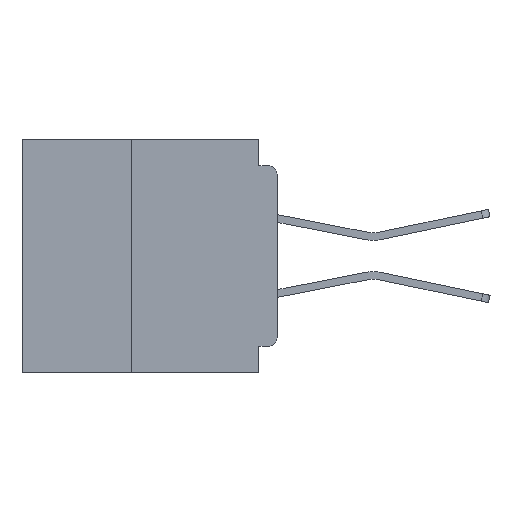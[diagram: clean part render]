
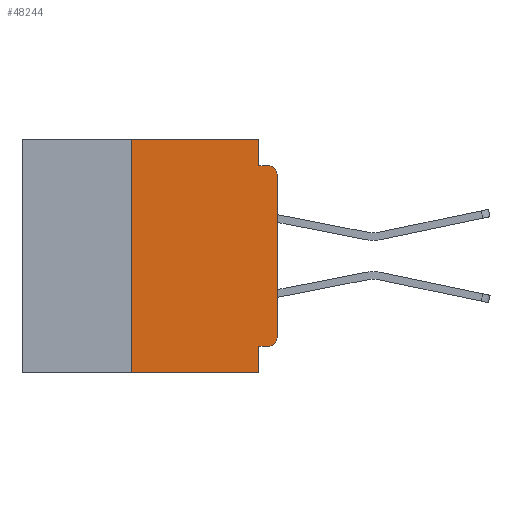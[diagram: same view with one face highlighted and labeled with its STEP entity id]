
A CAD part, left-side view. The second image highlights one B-rep face of the part: STEP entity #48244.
In plain terms, the highlighted planar face has unit normal (-1, 0, 0).
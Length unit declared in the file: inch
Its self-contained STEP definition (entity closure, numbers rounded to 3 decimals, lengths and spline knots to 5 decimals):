
#54 = DIRECTION ( 'NONE',  ( 0., 0., 1. ) ) ;
#652 = VERTEX_POINT ( 'NONE', #14883 ) ;
#1630 = EDGE_CURVE ( 'NONE', #60322, #44851, #59788, .T. ) ;
#1664 = ORIENTED_EDGE ( 'NONE', *, *, #50364, .F. ) ;
#2119 = VERTEX_POINT ( 'NONE', #56084 ) ;
#2348 = VERTEX_POINT ( 'NONE', #2400 ) ;
#2400 = CARTESIAN_POINT ( 'NONE',  ( 0., 0., -0.06 ) ) ;
#2826 = DIRECTION ( 'NONE',  ( 0., -1., 0. ) ) ;
#3695 = VERTEX_POINT ( 'NONE', #29189 ) ;
#5079 = VECTOR ( 'NONE', #39404, 39.37008 ) ;
#5159 = EDGE_CURVE ( 'NONE', #2348, #44851, #53468, .T. ) ;
#6286 = LINE ( 'NONE', #41046, #29153 ) ;
#6770 = CARTESIAN_POINT ( 'NONE',  ( 0., 0.437, 0. ) ) ;
#9757 = DIRECTION ( 'NONE',  ( -1., 0., 0. ) ) ;
#10610 = VECTOR ( 'NONE', #29444, 39.37008 ) ;
#10721 = CARTESIAN_POINT ( 'NONE',  ( 0., 0.015, -0.045 ) ) ;
#12598 = EDGE_LOOP ( 'NONE', ( #49637, #51259, #32122, #42446, #43809, #48971, #62662, #42776, #1664, #45473 ) ) ;
#13228 = VERTEX_POINT ( 'NONE', #30170 ) ;
#13705 = LINE ( 'NONE', #29662, #10610 ) ;
#14449 = EDGE_CURVE ( 'NONE', #55575, #60322, #6286, .T. ) ;
#14883 = CARTESIAN_POINT ( 'NONE',  ( 0., 0.031, -0.4 ) ) ;
#16013 = VECTOR ( 'NONE', #25721, 39.37008 ) ;
#16919 = DIRECTION ( 'NONE',  ( 0., 0., -1. ) ) ;
#17025 = CIRCLE ( 'NONE', #35164, 0.015 ) ;
#17803 = VECTOR ( 'NONE', #59907, 39.37008 ) ;
#18037 = EDGE_CURVE ( 'NONE', #13228, #652, #13705, .T. ) ;
#18190 = CARTESIAN_POINT ( 'NONE',  ( 0., 0.015, -0.355 ) ) ;
#18419 = VERTEX_POINT ( 'NONE', #18190 ) ;
#19360 = LINE ( 'NONE', #6770, #17803 ) ;
#20876 = CARTESIAN_POINT ( 'NONE',  ( 0., 0., -0.355 ) ) ;
#20932 = VECTOR ( 'NONE', #54, 39.37008 ) ;
#21430 = CARTESIAN_POINT ( 'NONE',  ( 0., 0.031, -0.045 ) ) ;
#24988 = VECTOR ( 'NONE', #2826, 39.37008 ) ;
#25721 = DIRECTION ( 'NONE',  ( 0., 1., 0. ) ) ;
#26485 = VERTEX_POINT ( 'NONE', #58085 ) ;
#27897 = CARTESIAN_POINT ( 'NONE',  ( 0., 0.015, -0.06 ) ) ;
#29153 = VECTOR ( 'NONE', #16919, 39.37008 ) ;
#29189 = CARTESIAN_POINT ( 'NONE',  ( 0., 0.25, 0. ) ) ;
#29301 = CARTESIAN_POINT ( 'NONE',  ( 0., 0.25, -0.4 ) ) ;
#29444 = DIRECTION ( 'NONE',  ( 0., 0., -1. ) ) ;
#29662 = CARTESIAN_POINT ( 'NONE',  ( 0., 0.031, -0.4 ) ) ;
#30170 = CARTESIAN_POINT ( 'NONE',  ( 0., 0.031, -0.355 ) ) ;
#31777 = DIRECTION ( 'NONE',  ( 0., 0., -1. ) ) ;
#32122 = ORIENTED_EDGE ( 'NONE', *, *, #1630, .F. ) ;
#32543 = LINE ( 'NONE', #44043, #5079 ) ;
#32820 = DIRECTION ( 'NONE',  ( 0., 0., -1. ) ) ;
#35164 = AXIS2_PLACEMENT_3D ( 'NONE', #38897, #9757, #43729 ) ;
#36778 = DIRECTION ( 'NONE',  ( 0., -1., 0. ) ) ;
#36853 = CARTESIAN_POINT ( 'NONE',  ( 0., 0., -0.045 ) ) ;
#37870 = LINE ( 'NONE', #60884, #24988 ) ;
#38897 = CARTESIAN_POINT ( 'NONE',  ( 0., 0.015, -0.34 ) ) ;
#39404 = DIRECTION ( 'NONE',  ( 0., 0., 1. ) ) ;
#41046 = CARTESIAN_POINT ( 'NONE',  ( 0., 0.031, 0. ) ) ;
#41269 = CARTESIAN_POINT ( 'NONE',  ( 0., 0.437, 0. ) ) ;
#41763 = LINE ( 'NONE', #20876, #16013 ) ;
#42446 = ORIENTED_EDGE ( 'NONE', *, *, #14449, .F. ) ;
#42776 = ORIENTED_EDGE ( 'NONE', *, *, #18037, .F. ) ;
#43729 = DIRECTION ( 'NONE',  ( 0., 0., -1. ) ) ;
#43809 = ORIENTED_EDGE ( 'NONE', *, *, #54694, .F. ) ;
#44043 = CARTESIAN_POINT ( 'NONE',  ( 0., 0., 0. ) ) ;
#44194 = EDGE_CURVE ( 'NONE', #2119, #3695, #49678, .T. ) ;
#44851 = VERTEX_POINT ( 'NONE', #10721 ) ;
#45473 = ORIENTED_EDGE ( 'NONE', *, *, #58728, .T. ) ;
#45508 = VECTOR ( 'NONE', #36778, 39.37008 ) ;
#47669 = EDGE_CURVE ( 'NONE', #2119, #652, #37870, .T. ) ;
#47978 = EDGE_CURVE ( 'NONE', #26485, #2348, #32543, .T. ) ;
#48244 = ADVANCED_FACE ( 'NONE', ( #55268 ), #55842, .F. ) ;
#48310 = CARTESIAN_POINT ( 'NONE',  ( 0., 0.031, 0. ) ) ;
#48971 = ORIENTED_EDGE ( 'NONE', *, *, #44194, .F. ) ;
#49637 = ORIENTED_EDGE ( 'NONE', *, *, #47978, .T. ) ;
#49678 = LINE ( 'NONE', #29301, #20932 ) ;
#49696 = AXIS2_PLACEMENT_3D ( 'NONE', #41269, #60606, #31777 ) ;
#50364 = EDGE_CURVE ( 'NONE', #18419, #13228, #41763, .T. ) ;
#51259 = ORIENTED_EDGE ( 'NONE', *, *, #5159, .T. ) ;
#53468 = CIRCLE ( 'NONE', #59966, 0.015 ) ;
#54694 = EDGE_CURVE ( 'NONE', #3695, #55575, #19360, .T. ) ;
#55268 = FACE_OUTER_BOUND ( 'NONE', #12598, .T. ) ;
#55575 = VERTEX_POINT ( 'NONE', #48310 ) ;
#55842 = PLANE ( 'NONE',  #49696 ) ;
#56084 = CARTESIAN_POINT ( 'NONE',  ( 0., 0.25, -0.4 ) ) ;
#58085 = CARTESIAN_POINT ( 'NONE',  ( 0., 0., -0.34 ) ) ;
#58728 = EDGE_CURVE ( 'NONE', #18419, #26485, #17025, .T. ) ;
#59788 = LINE ( 'NONE', #36853, #45508 ) ;
#59907 = DIRECTION ( 'NONE',  ( 0., -1., 0. ) ) ;
#59966 = AXIS2_PLACEMENT_3D ( 'NONE', #27897, #61601, #32820 ) ;
#60322 = VERTEX_POINT ( 'NONE', #21430 ) ;
#60606 = DIRECTION ( 'NONE',  ( 1., 0., 0. ) ) ;
#60884 = CARTESIAN_POINT ( 'NONE',  ( 0., 0.437, -0.4 ) ) ;
#61601 = DIRECTION ( 'NONE',  ( -1., 0., 0. ) ) ;
#62662 = ORIENTED_EDGE ( 'NONE', *, *, #47669, .T. ) ;
